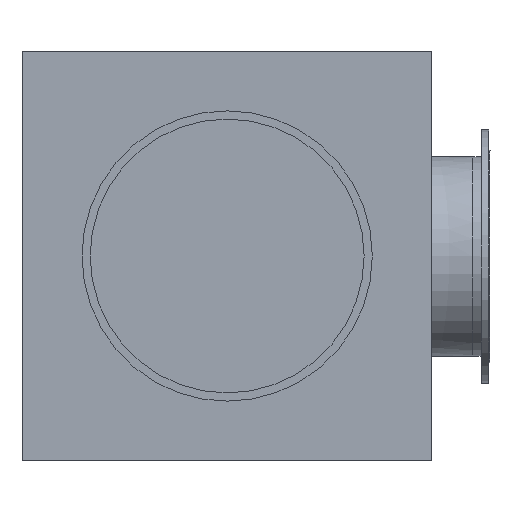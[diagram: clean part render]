
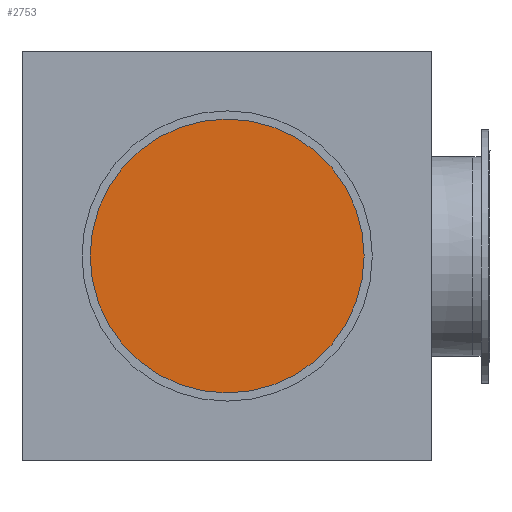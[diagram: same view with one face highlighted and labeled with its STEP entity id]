
A CAD part, front view. The second image highlights one B-rep face of the part: STEP entity #2753.
In plain terms, the highlighted planar face has unit normal (0, -1, 0).
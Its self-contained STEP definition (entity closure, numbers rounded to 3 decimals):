
#722=FACE_OUTER_BOUND('',#1048,.T.);
#1048=EDGE_LOOP('',(#2574));
#1276=CIRCLE('',#3175,502.204);
#1514=VERTEX_POINT('',#5514);
#1868=EDGE_CURVE('',#1514,#1514,#1276,.T.);
#2574=ORIENTED_EDGE('',*,*,#1868,.F.);
#2610=PLANE('',#3174);
#2753=ADVANCED_FACE('',(#722),#2610,.T.);
#3174=AXIS2_PLACEMENT_3D('',#5513,#4039,#4040);
#3175=AXIS2_PLACEMENT_3D('',#5515,#4041,#4042);
#4039=DIRECTION('center_axis',(0.,-1.,0.));
#4040=DIRECTION('ref_axis',(0.,0.,-1.));
#4041=DIRECTION('center_axis',(0.,1.,0.));
#4042=DIRECTION('ref_axis',(1.,0.,0.));
#5513=CARTESIAN_POINT('Origin',(-500.,-680.,0.));
#5514=CARTESIAN_POINT('',(504.409,-680.,0.));
#5515=CARTESIAN_POINT('Origin',(2.204,-680.,0.));
